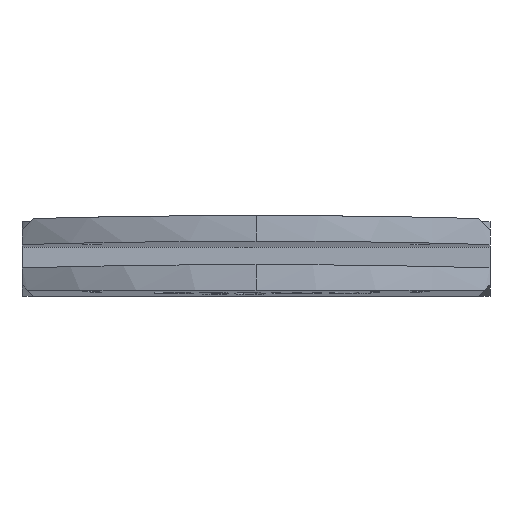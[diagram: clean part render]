
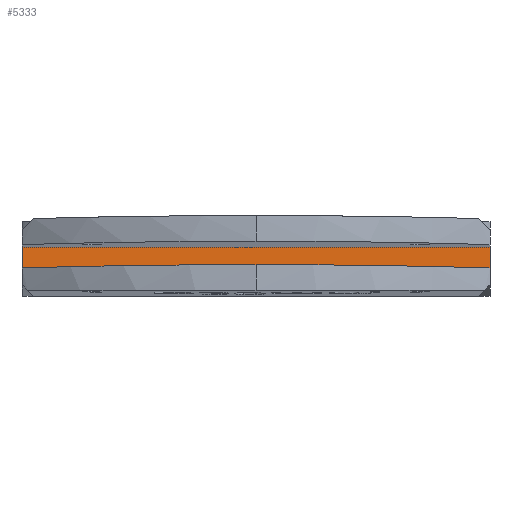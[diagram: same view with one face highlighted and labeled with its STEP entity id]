
A CAD part, left-side view. The second image highlights one B-rep face of the part: STEP entity #5333.
In plain terms, the highlighted planar face has unit normal (-0.999, 0, 0.044).
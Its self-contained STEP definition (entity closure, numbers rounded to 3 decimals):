
#1126 = ORIENTED_EDGE ( 'NONE', *, *, #17916, .T. ) ;
#1326 = DIRECTION ( 'NONE',  ( 0.044, 0., 0.999 ) ) ;
#1996 = VERTEX_POINT ( 'NONE', #3408 ) ;
#2143 = DIRECTION ( 'NONE',  ( -0.044, 0., -0.999 ) ) ;
#2287 = EDGE_CURVE ( 'NONE', #3088, #25553, #22528, .T. ) ;
#2937 = DIRECTION ( 'NONE',  ( 0., 1., 0. ) ) ;
#3088 = VERTEX_POINT ( 'NONE', #3091 ) ;
#3091 = CARTESIAN_POINT ( 'NONE',  ( -27.071, -25., 5.236 ) ) ;
#3408 = CARTESIAN_POINT ( 'NONE',  ( -27.18, -25., 2.739 ) ) ;
#3485 = EDGE_LOOP ( 'NONE', ( #1126, #18964, #23263, #27967 ) ) ;
#4195 = DIRECTION ( 'NONE',  ( 0., -1., 0. ) ) ;
#4334 = LINE ( 'NONE', #17831, #26733 ) ;
#5333 = ADVANCED_FACE ( 'NONE', ( #19422 ), #8396, .T. ) ;
#6441 = VECTOR ( 'NONE', #4195, 1000. ) ;
#7391 = EDGE_CURVE ( 'NONE', #1996, #3088, #18889, .T. ) ;
#8396 = PLANE ( 'NONE',  #26769 ) ;
#12367 = VECTOR ( 'NONE', #2937, 1000. ) ;
#16983 = LINE ( 'NONE', #25840, #6441 ) ;
#17241 = CARTESIAN_POINT ( 'NONE',  ( -27.248, 0., 1.19 ) ) ;
#17831 = CARTESIAN_POINT ( 'NONE',  ( -27.071, 25., 5.236 ) ) ;
#17916 = EDGE_CURVE ( 'NONE', #25553, #19466, #4334, .T. ) ;
#18889 = LINE ( 'NONE', #28033, #25916 ) ;
#18964 = ORIENTED_EDGE ( 'NONE', *, *, #27023, .T. ) ;
#18995 = DIRECTION ( 'NONE',  ( -0.999, 0., 0.044 ) ) ;
#19135 = DIRECTION ( 'NONE',  ( 0.044, 0., 0.999 ) ) ;
#19422 = FACE_OUTER_BOUND ( 'NONE', #3485, .T. ) ;
#19466 = VERTEX_POINT ( 'NONE', #27971 ) ;
#20895 = CARTESIAN_POINT ( 'NONE',  ( -27.071, 25., 5.236 ) ) ;
#22528 = LINE ( 'NONE', #26887, #12367 ) ;
#23263 = ORIENTED_EDGE ( 'NONE', *, *, #7391, .T. ) ;
#25553 = VERTEX_POINT ( 'NONE', #20895 ) ;
#25840 = CARTESIAN_POINT ( 'NONE',  ( -27.18, 25., 2.739 ) ) ;
#25916 = VECTOR ( 'NONE', #1326, 1000. ) ;
#26733 = VECTOR ( 'NONE', #2143, 1000. ) ;
#26769 = AXIS2_PLACEMENT_3D ( 'NONE', #17241, #18995, #19135 ) ;
#26887 = CARTESIAN_POINT ( 'NONE',  ( -27.071, -25., 5.236 ) ) ;
#27023 = EDGE_CURVE ( 'NONE', #19466, #1996, #16983, .T. ) ;
#27967 = ORIENTED_EDGE ( 'NONE', *, *, #2287, .T. ) ;
#27971 = CARTESIAN_POINT ( 'NONE',  ( -27.18, 25., 2.739 ) ) ;
#28033 = CARTESIAN_POINT ( 'NONE',  ( -27.18, -25., 2.739 ) ) ;
